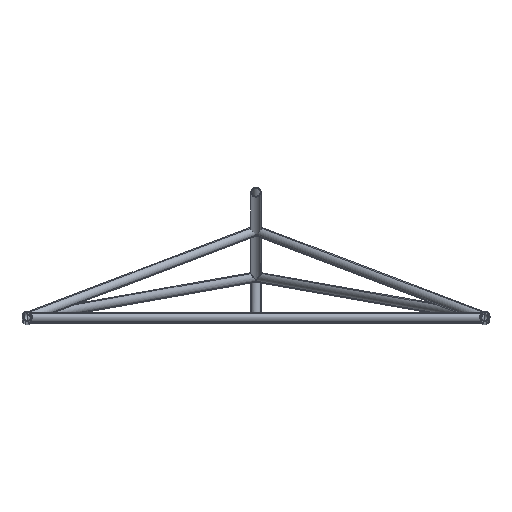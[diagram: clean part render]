
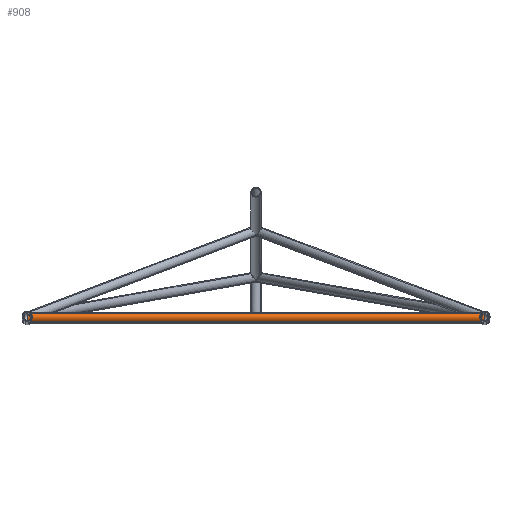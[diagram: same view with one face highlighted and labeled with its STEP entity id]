
A CAD part, top view. The second image highlights one B-rep face of the part: STEP entity #908.
In plain terms, the highlighted cylindrical face has radius 16.85 mm (diameter 33.7 mm), a full revolution.
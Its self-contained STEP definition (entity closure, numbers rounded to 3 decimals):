
#242=FACE_BOUND('',#376,.T.);
#298=FACE_OUTER_BOUND('',#375,.T.);
#375=EDGE_LOOP('',(#711));
#376=EDGE_LOOP('',(#712));
#491=CIRCLE('',#1293,16.85);
#492=CIRCLE('',#1294,16.85);
#539=VERTEX_POINT('',#1855);
#540=VERTEX_POINT('',#1857);
#615=EDGE_CURVE('',#539,#539,#491,.T.);
#616=EDGE_CURVE('',#540,#540,#492,.T.);
#711=ORIENTED_EDGE('',*,*,#615,.T.);
#712=ORIENTED_EDGE('',*,*,#616,.F.);
#874=CYLINDRICAL_SURFACE('',#1292,16.85);
#908=ADVANCED_FACE('',(#298,#242),#874,.T.);
#1292=AXIS2_PLACEMENT_3D('',#1854,#1497,#1498);
#1293=AXIS2_PLACEMENT_3D('',#1856,#1499,#1500);
#1294=AXIS2_PLACEMENT_3D('',#1858,#1501,#1502);
#1497=DIRECTION('center_axis',(0.,0.,1.));
#1498=DIRECTION('ref_axis',(-1.,0.,0.));
#1499=DIRECTION('center_axis',(0.,0.,-1.));
#1500=DIRECTION('ref_axis',(-1.,0.,0.));
#1501=DIRECTION('center_axis',(0.,0.,-1.));
#1502=DIRECTION('ref_axis',(-1.,0.,0.));
#1854=CARTESIAN_POINT('Origin',(0.,0.,0.));
#1855=CARTESIAN_POINT('',(16.85,0.,1500.));
#1856=CARTESIAN_POINT('Origin',(0.,0.,1500.));
#1857=CARTESIAN_POINT('',(16.85,0.,0.));
#1858=CARTESIAN_POINT('Origin',(0.,0.,0.));
